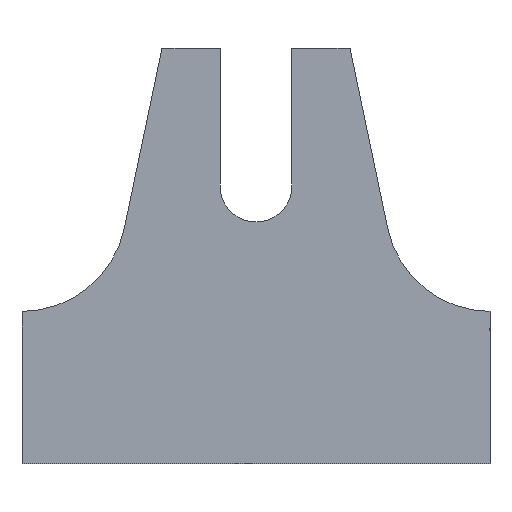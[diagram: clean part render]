
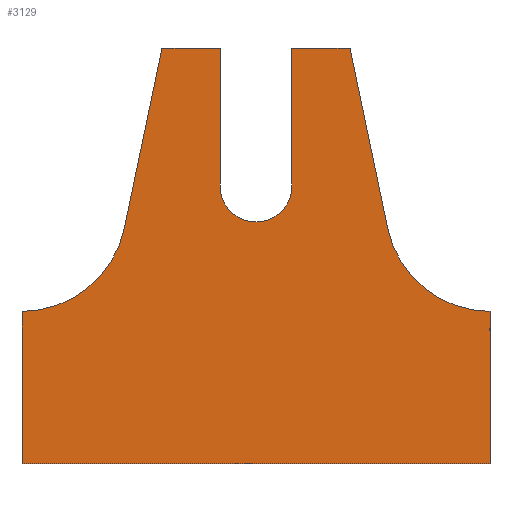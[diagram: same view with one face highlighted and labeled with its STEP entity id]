
A CAD part, front view. The second image highlights one B-rep face of the part: STEP entity #3129.
In plain terms, the highlighted planar face has unit normal (0, -1, 0).
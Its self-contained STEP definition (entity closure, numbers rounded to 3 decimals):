
#13=DIRECTION('',(1.,0.,0.));
#14=VECTOR('',#13,0.013);
#15=CARTESIAN_POINT('',(-14.13,4.445,0.064));
#16=LINE('',#15,#14);
#17=DIRECTION('',(0.,0.,-1.));
#18=VECTOR('',#17,1.016);
#19=CARTESIAN_POINT('',(-14.13,4.445,1.08));
#20=LINE('',#19,#18);
#21=CARTESIAN_POINT('',(-14.13,4.445,7.43));
#22=DIRECTION('',(0.,1.,0.));
#23=DIRECTION('',(0.979,0.,-0.205));
#24=AXIS2_PLACEMENT_3D('',#21,#22,#23);
#26=DIRECTION('',(-0.205,0.,-0.979));
#27=VECTOR('',#26,11.191);
#28=CARTESIAN_POINT('',(-5.621,4.445,17.082));
#29=LINE('',#28,#27);
#30=CARTESIAN_POINT('',(0.094,4.445,8.7));
#31=DIRECTION('',(0.,1.,0.));
#32=DIRECTION('',(0.,0.,-1.));
#33=AXIS2_PLACEMENT_3D('',#30,#31,#32);
#35=CARTESIAN_POINT('',(0.094,4.445,8.7));
#36=DIRECTION('',(0.,1.,0.));
#37=DIRECTION('',(1.,0.,0.));
#38=AXIS2_PLACEMENT_3D('',#35,#36,#37);
#40=DIRECTION('',(-0.205,0.,0.979));
#41=VECTOR('',#40,11.191);
#42=CARTESIAN_POINT('',(8.103,4.445,6.128));
#43=LINE('',#42,#41);
#44=CARTESIAN_POINT('',(14.318,4.445,7.43));
#45=DIRECTION('',(0.,1.,0.));
#46=DIRECTION('',(0.,0.,-1.));
#47=AXIS2_PLACEMENT_3D('',#44,#45,#46);
#49=DIRECTION('',(0.,0.,1.));
#50=VECTOR('',#49,1.016);
#51=CARTESIAN_POINT('',(14.318,4.445,0.064));
#52=LINE('',#51,#50);
#53=DIRECTION('',(0.,0.,1.));
#54=VECTOR('',#53,0.127);
#55=CARTESIAN_POINT('',(14.306,4.445,-0.064));
#56=LINE('',#55,#54);
#57=DIRECTION('',(-1.,0.,0.));
#58=VECTOR('',#57,0.013);
#59=CARTESIAN_POINT('',(14.318,4.445,-0.064));
#60=LINE('',#59,#58);
#61=DIRECTION('',(0.,0.,1.));
#62=VECTOR('',#61,8.128);
#63=CARTESIAN_POINT('',(14.318,4.445,-8.192));
#64=LINE('',#63,#62);
#65=DIRECTION('',(0.,0.,-1.));
#66=VECTOR('',#65,8.128);
#67=CARTESIAN_POINT('',(-14.13,4.445,-0.064));
#68=LINE('',#67,#66);
#77=DIRECTION('',(0.,0.,1.));
#78=VECTOR('',#77,0.127);
#79=CARTESIAN_POINT('',(-14.117,4.445,-0.064));
#80=LINE('',#79,#78);
#85=DIRECTION('',(1.,0.,0.));
#86=VECTOR('',#85,0.013);
#87=CARTESIAN_POINT('',(-14.13,4.445,-0.064));
#88=LINE('',#87,#86);
#197=DIRECTION('',(1.,0.,0.));
#198=VECTOR('',#197,3.531);
#199=CARTESIAN_POINT('',(2.279,4.445,17.082));
#200=LINE('',#199,#198);
#201=DIRECTION('',(0.,0.,1.));
#202=VECTOR('',#201,8.382);
#203=CARTESIAN_POINT('',(2.279,4.445,8.7));
#204=LINE('',#203,#202);
#233=DIRECTION('',(0.,0.,-1.));
#234=VECTOR('',#233,8.382);
#235=CARTESIAN_POINT('',(-2.09,4.445,17.082));
#236=LINE('',#235,#234);
#249=DIRECTION('',(1.,0.,0.));
#250=VECTOR('',#249,3.531);
#251=CARTESIAN_POINT('',(-5.621,4.445,17.082));
#252=LINE('',#251,#250);
#293=DIRECTION('',(-1.,0.,0.));
#294=VECTOR('',#293,0.013);
#295=CARTESIAN_POINT('',(14.318,4.445,0.064));
#296=LINE('',#295,#294);
#332=DIRECTION('',(-1.,0.,0.));
#333=VECTOR('',#332,28.448);
#334=CARTESIAN_POINT('',(14.318,4.445,-8.192));
#335=LINE('',#334,#333);
#2768=CARTESIAN_POINT('',(2.279,4.445,8.7));
#2769=CARTESIAN_POINT('',(2.279,4.445,17.082));
#2770=VERTEX_POINT('',#2768);
#2771=VERTEX_POINT('',#2769);
#2772=CARTESIAN_POINT('',(-14.13,4.445,1.08));
#2773=CARTESIAN_POINT('',(-14.13,4.445,0.064));
#2774=VERTEX_POINT('',#2772);
#2775=VERTEX_POINT('',#2773);
#2790=CARTESIAN_POINT('',(14.318,4.445,-0.064));
#2792=VERTEX_POINT('',#2790);
#2808=CARTESIAN_POINT('',(5.809,4.445,17.082));
#2810=VERTEX_POINT('',#2808);
#2816=CARTESIAN_POINT('',(14.318,4.445,0.064));
#2818=VERTEX_POINT('',#2816);
#2824=CARTESIAN_POINT('',(-14.117,4.445,-0.064));
#2825=VERTEX_POINT('',#2824);
#2826=CARTESIAN_POINT('',(14.318,4.445,-8.192));
#2827=CARTESIAN_POINT('',(-14.13,4.445,-8.192));
#2828=VERTEX_POINT('',#2826);
#2829=VERTEX_POINT('',#2827);
#2830=CARTESIAN_POINT('',(14.318,4.445,1.08));
#2831=CARTESIAN_POINT('',(8.103,4.445,6.128));
#2832=VERTEX_POINT('',#2830);
#2833=VERTEX_POINT('',#2831);
#2836=CARTESIAN_POINT('',(14.306,4.445,-0.064));
#2837=VERTEX_POINT('',#2836);
#2848=CARTESIAN_POINT('',(-14.13,4.445,-0.064));
#2849=VERTEX_POINT('',#2848);
#2864=CARTESIAN_POINT('',(-5.621,4.445,17.082));
#2865=VERTEX_POINT('',#2864);
#2876=CARTESIAN_POINT('',(-14.117,4.445,0.064));
#2877=VERTEX_POINT('',#2876);
#2880=CARTESIAN_POINT('',(-2.09,4.445,8.7));
#2881=VERTEX_POINT('',#2880);
#2882=CARTESIAN_POINT('',(-2.09,4.445,17.082));
#2883=VERTEX_POINT('',#2882);
#2886=CARTESIAN_POINT('',(-7.915,4.445,6.128));
#2887=VERTEX_POINT('',#2886);
#2890=CARTESIAN_POINT('',(14.306,4.445,0.064));
#2891=VERTEX_POINT('',#2890);
#2894=CARTESIAN_POINT('',(0.094,4.445,6.515));
#2895=VERTEX_POINT('',#2894);
#3082=CARTESIAN_POINT('',(-14.13,4.445,1.08));
#3083=DIRECTION('',(0.,1.,0.));
#3084=DIRECTION('',(0.,0.,1.));
#3085=AXIS2_PLACEMENT_3D('',#3082,#3083,#3084);
#3086=PLANE('',#3085);
#3088=ORIENTED_EDGE('',*,*,#3087,.T.);
#3090=ORIENTED_EDGE('',*,*,#3089,.F.);
#3091=ORIENTED_EDGE('',*,*,#3071,.F.);
#3093=ORIENTED_EDGE('',*,*,#3092,.F.);
#3095=ORIENTED_EDGE('',*,*,#3094,.F.);
#3097=ORIENTED_EDGE('',*,*,#3096,.T.);
#3099=ORIENTED_EDGE('',*,*,#3098,.T.);
#3101=ORIENTED_EDGE('',*,*,#3100,.F.);
#3103=ORIENTED_EDGE('',*,*,#3102,.F.);
#3105=ORIENTED_EDGE('',*,*,#3104,.T.);
#3107=ORIENTED_EDGE('',*,*,#3106,.T.);
#3109=ORIENTED_EDGE('',*,*,#3108,.F.);
#3111=ORIENTED_EDGE('',*,*,#3110,.F.);
#3113=ORIENTED_EDGE('',*,*,#3112,.F.);
#3115=ORIENTED_EDGE('',*,*,#3114,.T.);
#3117=ORIENTED_EDGE('',*,*,#3116,.F.);
#3119=ORIENTED_EDGE('',*,*,#3118,.F.);
#3121=ORIENTED_EDGE('',*,*,#3120,.F.);
#3123=ORIENTED_EDGE('',*,*,#3122,.T.);
#3124=ORIENTED_EDGE('',*,*,#3061,.F.);
#3126=ORIENTED_EDGE('',*,*,#3125,.T.);
#3127=EDGE_LOOP('',(#3088,#3090,#3091,#3093,#3095,#3097,#3099,#3101,#3103,#3105,
#3107,#3109,#3111,#3113,#3115,#3117,#3119,#3121,#3123,#3124,#3126));
#3128=FACE_OUTER_BOUND('',#3127,.F.);
#3129=ADVANCED_FACE('',(#3128),#3086,.F.);
#25=CIRCLE('',#24,6.35);
#34=CIRCLE('',#33,2.184);
#39=CIRCLE('',#38,2.184);
#48=CIRCLE('',#47,6.35);
#3061=EDGE_CURVE('',#2849,#2829,#68,.T.);
#3071=EDGE_CURVE('',#2774,#2775,#20,.T.);
#3087=EDGE_CURVE('',#2825,#2877,#80,.T.);
#3089=EDGE_CURVE('',#2775,#2877,#16,.T.);
#3092=EDGE_CURVE('',#2887,#2774,#25,.T.);
#3094=EDGE_CURVE('',#2865,#2887,#29,.T.);
#3096=EDGE_CURVE('',#2865,#2883,#252,.T.);
#3098=EDGE_CURVE('',#2883,#2881,#236,.T.);
#3100=EDGE_CURVE('',#2895,#2881,#34,.T.);
#3102=EDGE_CURVE('',#2770,#2895,#39,.T.);
#3104=EDGE_CURVE('',#2770,#2771,#204,.T.);
#3106=EDGE_CURVE('',#2771,#2810,#200,.T.);
#3108=EDGE_CURVE('',#2833,#2810,#43,.T.);
#3110=EDGE_CURVE('',#2832,#2833,#48,.T.);
#3112=EDGE_CURVE('',#2818,#2832,#52,.T.);
#3114=EDGE_CURVE('',#2818,#2891,#296,.T.);
#3116=EDGE_CURVE('',#2837,#2891,#56,.T.);
#3118=EDGE_CURVE('',#2792,#2837,#60,.T.);
#3120=EDGE_CURVE('',#2828,#2792,#64,.T.);
#3122=EDGE_CURVE('',#2828,#2829,#335,.T.);
#3125=EDGE_CURVE('',#2849,#2825,#88,.T.);
